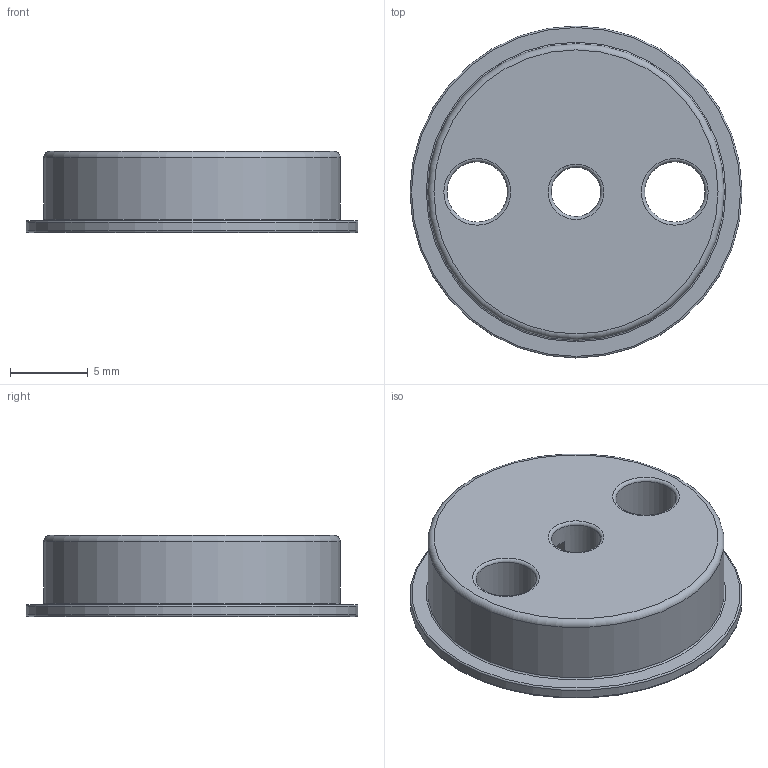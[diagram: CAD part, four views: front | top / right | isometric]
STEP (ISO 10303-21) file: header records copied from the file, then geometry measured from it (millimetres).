
FILE_DESCRIPTION(/* description */ ('STEP AP214'),/* implementation_level */ '2;1');
FILE_NAME(/* name */ '5ff8b929d5f3c11540e14367',/* time_stamp */ '2021-01-08T19:58:20+00:00',/* author */ (''),/* organization */ (''),/* preprocessor_version */ 'ST-DEVELOPER v18.1',/* originating_system */ ' ',/* authorisation */ ' ');
FILE_SCHEMA (('AUTOMOTIVE_DESIGN {1 0 10303 214 3 1 1}'));
Length unit declared in the file: metre
Products named in the file (1): id2
Bounding box: 21.34 x 21.34 x 5.21 mm (x, y, z)
Volume: 1353.8 mm3; surface area: 1165.3 mm2
Topology: 1 solids, 1 shells, 23 faces, 53 edges, 33 vertices
Faces by surface type: plane 11, torus 7, cylinder 5
Full cylindrical faces by diameter (mm): 3.175 x1, 3.886 x2, 19.05 x1, 21.336 x1
Entity records: 615 total; most frequent: DIRECTION 108, CARTESIAN_POINT 96, ORIENTED_EDGE 80, AXIS2_PLACEMENT_3D 44, EDGE_LOOP 42, FACE_BOUND 42, EDGE_CURVE 40, VERTEX_POINT 32
